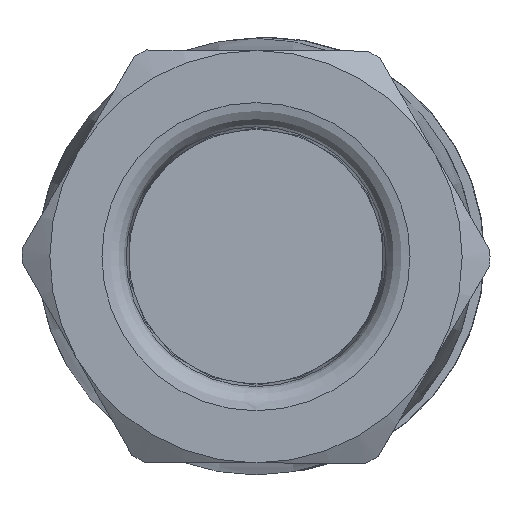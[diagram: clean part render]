
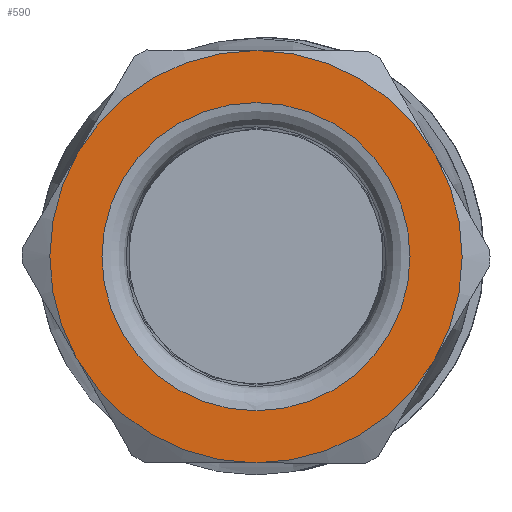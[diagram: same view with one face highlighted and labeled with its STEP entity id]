
A CAD part, left-side view. The second image highlights one B-rep face of the part: STEP entity #590.
In plain terms, the highlighted planar face has unit normal (-1, 0, 0).
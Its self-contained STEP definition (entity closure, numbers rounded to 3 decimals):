
#590=ADVANCED_FACE('',(#787,#788),#627,.T.);
#627=PLANE('',#1913);
#671=B_SPLINE_CURVE_WITH_KNOTS('',3,(#3709,#3710,#3711,#3712),
 .UNSPECIFIED.,.F.,.F.,(4,4),(0.,1.),.UNSPECIFIED.);
#676=B_SPLINE_CURVE_WITH_KNOTS('',3,(#3774,#3775,#3776,#3777),
 .UNSPECIFIED.,.F.,.F.,(4,4),(0.,1.),.UNSPECIFIED.);
#681=B_SPLINE_CURVE_WITH_KNOTS('',3,(#3815,#3816,#3817,#3818),
 .UNSPECIFIED.,.F.,.F.,(4,4),(0.,1.),.UNSPECIFIED.);
#687=B_SPLINE_CURVE_WITH_KNOTS('',3,(#3885,#3886,#3887,#3888),
 .UNSPECIFIED.,.F.,.F.,(4,4),(0.,1.),.UNSPECIFIED.);
#689=B_SPLINE_CURVE_WITH_KNOTS('',3,(#3916,#3917,#3918,#3919),
 .UNSPECIFIED.,.F.,.F.,(4,4),(0.,1.),.UNSPECIFIED.);
#691=B_SPLINE_CURVE_WITH_KNOTS('',3,(#3945,#3946,#3947,#3948),
 .UNSPECIFIED.,.F.,.F.,(4,4),(0.,1.),.UNSPECIFIED.);
#787=FACE_BOUND('',#923,.T.);
#788=FACE_BOUND('',#924,.T.);
#923=EDGE_LOOP('',(#1263));
#924=EDGE_LOOP('',(#1264,#1265,#1266,#1267,#1268,#1269,#1270,#1271,#1272,
#1273,#1274,#1275));
#1263=ORIENTED_EDGE('',*,*,#1591,.T.);
#1264=ORIENTED_EDGE('',*,*,#1642,.T.);
#1265=ORIENTED_EDGE('',*,*,#1640,.F.);
#1266=ORIENTED_EDGE('',*,*,#1594,.T.);
#1267=ORIENTED_EDGE('',*,*,#1608,.F.);
#1268=ORIENTED_EDGE('',*,*,#1609,.T.);
#1269=ORIENTED_EDGE('',*,*,#1618,.F.);
#1270=ORIENTED_EDGE('',*,*,#1643,.T.);
#1271=ORIENTED_EDGE('',*,*,#1644,.F.);
#1272=ORIENTED_EDGE('',*,*,#1645,.T.);
#1273=ORIENTED_EDGE('',*,*,#1624,.F.);
#1274=ORIENTED_EDGE('',*,*,#1626,.T.);
#1275=ORIENTED_EDGE('',*,*,#1635,.F.);
#1425=VERTEX_POINT('',#3592);
#1428=VERTEX_POINT('',#3634);
#1429=VERTEX_POINT('',#3635);
#1438=VERTEX_POINT('',#3708);
#1439=VERTEX_POINT('',#3715);
#1444=VERTEX_POINT('',#3773);
#1447=VERTEX_POINT('',#3814);
#1448=VERTEX_POINT('',#3819);
#1449=VERTEX_POINT('',#3826);
#1454=VERTEX_POINT('',#3884);
#1457=VERTEX_POINT('',#3920);
#1458=VERTEX_POINT('',#3944);
#1459=VERTEX_POINT('',#3949);
#1591=EDGE_CURVE('',#1425,#1425,#1731,.T.);
#1594=EDGE_CURVE('',#1428,#1429,#1734,.T.);
#1608=EDGE_CURVE('',#1438,#1429,#671,.T.);
#1609=EDGE_CURVE('',#1438,#1439,#1739,.T.);
#1618=EDGE_CURVE('',#1444,#1439,#676,.T.);
#1624=EDGE_CURVE('',#1447,#1448,#681,.T.);
#1626=EDGE_CURVE('',#1447,#1449,#1742,.T.);
#1635=EDGE_CURVE('',#1454,#1449,#687,.T.);
#1640=EDGE_CURVE('',#1428,#1457,#689,.T.);
#1642=EDGE_CURVE('',#1454,#1457,#1747,.T.);
#1643=EDGE_CURVE('',#1444,#1458,#1748,.T.);
#1644=EDGE_CURVE('',#1459,#1458,#691,.T.);
#1645=EDGE_CURVE('',#1459,#1448,#1749,.T.);
#1731=CIRCLE('',#1884,6.354);
#1734=CIRCLE('',#1888,8.502);
#1739=CIRCLE('',#1895,8.502);
#1742=CIRCLE('',#1901,8.502);
#1747=CIRCLE('',#1910,8.502);
#1748=CIRCLE('',#1911,8.502);
#1749=CIRCLE('',#1912,8.502);
#1884=AXIS2_PLACEMENT_3D('',#3591,#2205,#2206);
#1888=AXIS2_PLACEMENT_3D('',#3633,#2213,#2214);
#1895=AXIS2_PLACEMENT_3D('',#3714,#2230,#2231);
#1901=AXIS2_PLACEMENT_3D('',#3825,#2245,#2246);
#1910=AXIS2_PLACEMENT_3D('',#3926,#2266,#2267);
#1911=AXIS2_PLACEMENT_3D('',#3943,#2268,#2269);
#1912=AXIS2_PLACEMENT_3D('',#3950,#2270,#2271);
#1913=AXIS2_PLACEMENT_3D('',#3951,#2272,#2273);
#2205=DIRECTION('',(1.,0.,0.));
#2206=DIRECTION('',(0.,0.,-1.));
#2213=DIRECTION('',(-1.,0.,0.));
#2214=DIRECTION('',(0.,-0.866,-0.5));
#2230=DIRECTION('',(-1.,0.,0.));
#2231=DIRECTION('',(0.,-0.866,0.5));
#2245=DIRECTION('',(-1.,0.,0.));
#2246=DIRECTION('',(0.,0.866,-0.5));
#2266=DIRECTION('',(-1.,0.,0.));
#2267=DIRECTION('',(0.,0.,-1.));
#2268=DIRECTION('',(-1.,0.,0.));
#2269=DIRECTION('',(0.,0.,1.));
#2270=DIRECTION('',(-1.,0.,0.));
#2271=DIRECTION('',(0.,0.866,0.5));
#2272=DIRECTION('',(-1.,0.,0.));
#2273=DIRECTION('',(0.,-1.,0.));
#3591=CARTESIAN_POINT('',(-29.8,0.,0.));
#3592=CARTESIAN_POINT('',(-29.8,0.,-6.354));
#3633=CARTESIAN_POINT('',(-29.8,0.,0.));
#3634=CARTESIAN_POINT('',(-29.8,-7.363,-4.251));
#3635=CARTESIAN_POINT('',(-29.8,-7.404,4.179));
#3708=CARTESIAN_POINT('',(-29.8,-7.363,4.251));
#3709=CARTESIAN_POINT('',(-29.8,-7.363,4.251));
#3710=CARTESIAN_POINT('',(-29.8,-7.377,4.227));
#3711=CARTESIAN_POINT('',(-29.8,-7.391,4.203));
#3712=CARTESIAN_POINT('',(-29.8,-7.404,4.179));
#3714=CARTESIAN_POINT('',(-29.8,0.,0.));
#3715=CARTESIAN_POINT('',(-29.8,-0.083,8.502));
#3773=CARTESIAN_POINT('',(-29.8,0.,8.502));
#3774=CARTESIAN_POINT('',(-29.8,0.,8.502));
#3775=CARTESIAN_POINT('',(-29.8,-0.028,8.502));
#3776=CARTESIAN_POINT('',(-29.8,-0.055,8.502));
#3777=CARTESIAN_POINT('',(-29.8,-0.083,8.502));
#3814=CARTESIAN_POINT('',(-29.8,7.363,-4.251));
#3815=CARTESIAN_POINT('',(-29.8,7.363,-4.251));
#3816=CARTESIAN_POINT('',(-29.8,7.377,-4.227));
#3817=CARTESIAN_POINT('',(-29.8,7.391,-4.203));
#3818=CARTESIAN_POINT('',(-29.8,7.404,-4.179));
#3819=CARTESIAN_POINT('',(-29.8,7.404,-4.179));
#3825=CARTESIAN_POINT('',(-29.8,0.,0.));
#3826=CARTESIAN_POINT('',(-29.8,0.083,-8.502));
#3884=CARTESIAN_POINT('',(-29.8,0.,-8.502));
#3885=CARTESIAN_POINT('',(-29.8,0.,-8.502));
#3886=CARTESIAN_POINT('',(-29.8,0.028,-8.502));
#3887=CARTESIAN_POINT('',(-29.8,0.055,-8.502));
#3888=CARTESIAN_POINT('',(-29.8,0.083,-8.502));
#3916=CARTESIAN_POINT('',(-29.8,-7.363,-4.251));
#3917=CARTESIAN_POINT('',(-29.8,-7.349,-4.275));
#3918=CARTESIAN_POINT('',(-29.8,-7.335,-4.299));
#3919=CARTESIAN_POINT('',(-29.8,-7.322,-4.322));
#3920=CARTESIAN_POINT('',(-29.8,-7.322,-4.322));
#3926=CARTESIAN_POINT('',(-29.8,0.,0.));
#3943=CARTESIAN_POINT('',(-29.8,0.,0.));
#3944=CARTESIAN_POINT('',(-29.8,7.322,4.322));
#3945=CARTESIAN_POINT('',(-29.8,7.363,4.251));
#3946=CARTESIAN_POINT('',(-29.8,7.349,4.275));
#3947=CARTESIAN_POINT('',(-29.8,7.335,4.299));
#3948=CARTESIAN_POINT('',(-29.8,7.322,4.322));
#3949=CARTESIAN_POINT('',(-29.8,7.363,4.251));
#3950=CARTESIAN_POINT('',(-29.8,0.,0.));
#3951=CARTESIAN_POINT('',(-29.8,10.799,-9.379));
